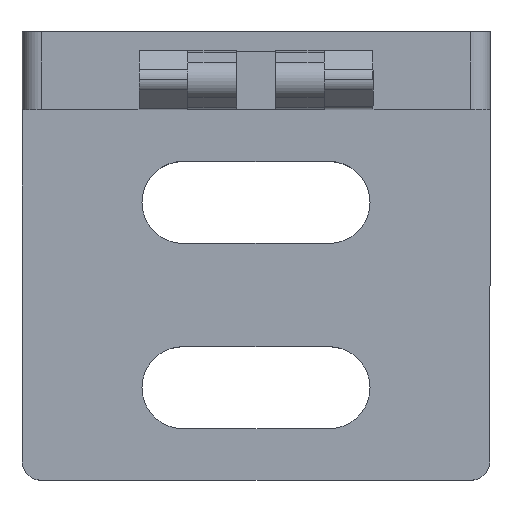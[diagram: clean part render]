
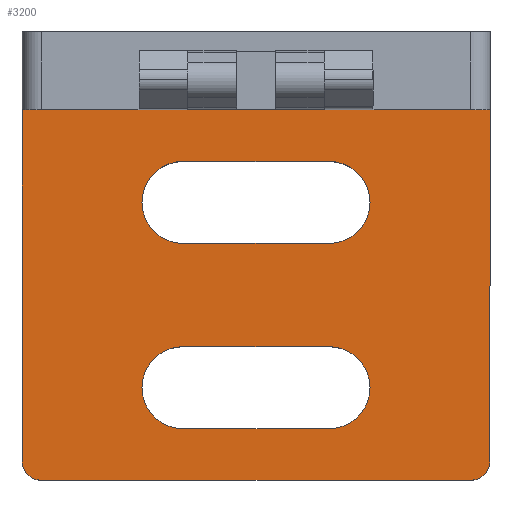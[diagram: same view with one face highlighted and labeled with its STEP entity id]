
A CAD part, top view. The second image highlights one B-rep face of the part: STEP entity #3200.
In plain terms, the highlighted face is planar.
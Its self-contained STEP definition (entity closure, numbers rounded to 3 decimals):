
#60=CARTESIAN_POINT('',(0.,26.,12.));
#70=DIRECTION('',(1.,0.,0.));
#80=VECTOR('',#70,1.);
#90=LINE('',#60,#80);
#100=CARTESIAN_POINT('',(1.,26.,12.));
#110=VERTEX_POINT('',#100);
#120=CARTESIAN_POINT('',(19.,26.,12.));
#130=VERTEX_POINT('',#120);
#140=EDGE_CURVE('',#110,#130,#90,.T.);
#680=CARTESIAN_POINT('',(0.,26.,11.));
#690=VERTEX_POINT('',#680);
#800=CARTESIAN_POINT('',(1.,26.,11.));
#810=DIRECTION('',(0.,-1.,0.));
#820=DIRECTION('',(-1.,0.,0.));
#830=AXIS2_PLACEMENT_3D('',#800,#810,#820);
#840=CIRCLE('',#830,1.);
#850=EDGE_CURVE('',#110,#690,#840,.T.);
#1950=CARTESIAN_POINT('',(0.,26.,-11.));
#1960=VERTEX_POINT('',#1950);
#2060=CARTESIAN_POINT('',(0.,26.,0.));
#2070=DIRECTION('',(0.,0.,1.));
#2080=VECTOR('',#2070,1.);
#2090=LINE('',#2060,#2080);
#2100=EDGE_CURVE('',#1960,#690,#2090,.T.);
#2150=CARTESIAN_POINT('',(0.,26.,0.));
#2160=DIRECTION('',(0.,-1.,0.));
#2170=DIRECTION('',(-1.,0.,0.));
#2180=AXIS2_PLACEMENT_3D('',#2150,#2160,#2170);
#2190=PLANE('',#2180);
#2200=CARTESIAN_POINT('',(14.25,26.,-3.75));
#2210=DIRECTION('',(0.,-1.,0.));
#2220=DIRECTION('',(1.,0.,0.));
#2230=AXIS2_PLACEMENT_3D('',#2200,#2210,#2220);
#2240=CIRCLE('',#2230,2.1);
#2250=CARTESIAN_POINT('',(12.15,26.,-3.75));
#2260=VERTEX_POINT('',#2250);
#2270=CARTESIAN_POINT('',(16.35,26.,-3.75));
#2280=VERTEX_POINT('',#2270);
#2290=EDGE_CURVE('',#2260,#2280,#2240,.T.);
#2300=ORIENTED_EDGE('',*,*,#2290,.F.);
#2310=CARTESIAN_POINT('',(16.35,26.,0.));
#2320=DIRECTION('',(0.,0.,1.));
#2330=VECTOR('',#2320,1.);
#2340=LINE('',#2310,#2330);
#2350=CARTESIAN_POINT('',(16.35,26.,3.75));
#2360=VERTEX_POINT('',#2350);
#2370=EDGE_CURVE('',#2280,#2360,#2340,.T.);
#2380=ORIENTED_EDGE('',*,*,#2370,.F.);
#2390=CARTESIAN_POINT('',(14.25,26.,3.75));
#2400=DIRECTION('',(0.,-1.,0.));
#2410=DIRECTION('',(1.,0.,0.));
#2420=AXIS2_PLACEMENT_3D('',#2390,#2400,#2410);
#2430=CIRCLE('',#2420,2.1);
#2440=CARTESIAN_POINT('',(12.15,26.,3.75));
#2450=VERTEX_POINT('',#2440);
#2460=EDGE_CURVE('',#2360,#2450,#2430,.T.);
#2470=ORIENTED_EDGE('',*,*,#2460,.F.);
#2480=CARTESIAN_POINT('',(12.15,26.,0.));
#2490=DIRECTION('',(0.,0.,-1.));
#2500=VECTOR('',#2490,1.);
#2510=LINE('',#2480,#2500);
#2520=EDGE_CURVE('',#2450,#2260,#2510,.T.);
#2530=ORIENTED_EDGE('',*,*,#2520,.F.);
#2540=EDGE_LOOP('',(#2530,#2470,#2380,#2300));
#2550=FACE_BOUND('',#2540,.T.);
#2560=CARTESIAN_POINT('',(2.65,26.,0.));
#2570=DIRECTION('',(0.,0.,-1.));
#2580=VECTOR('',#2570,1.);
#2590=LINE('',#2560,#2580);
#2600=CARTESIAN_POINT('',(2.65,26.,3.75));
#2610=VERTEX_POINT('',#2600);
#2620=CARTESIAN_POINT('',(2.65,26.,-3.75));
#2630=VERTEX_POINT('',#2620);
#2640=EDGE_CURVE('',#2610,#2630,#2590,.T.);
#2650=ORIENTED_EDGE('',*,*,#2640,.F.);
#2660=CARTESIAN_POINT('',(4.75,26.,-3.75));
#2670=DIRECTION('',(0.,-1.,0.));
#2680=DIRECTION('',(1.,0.,0.));
#2690=AXIS2_PLACEMENT_3D('',#2660,#2670,#2680);
#2700=CIRCLE('',#2690,2.1);
#2710=CARTESIAN_POINT('',(6.85,26.,-3.75));
#2720=VERTEX_POINT('',#2710);
#2730=EDGE_CURVE('',#2630,#2720,#2700,.T.);
#2740=ORIENTED_EDGE('',*,*,#2730,.F.);
#2750=CARTESIAN_POINT('',(6.85,26.,0.));
#2760=DIRECTION('',(0.,0.,1.));
#2770=VECTOR('',#2760,1.);
#2780=LINE('',#2750,#2770);
#2790=CARTESIAN_POINT('',(6.85,26.,3.75));
#2800=VERTEX_POINT('',#2790);
#2810=EDGE_CURVE('',#2720,#2800,#2780,.T.);
#2820=ORIENTED_EDGE('',*,*,#2810,.F.);
#2830=CARTESIAN_POINT('',(4.75,26.,3.75));
#2840=DIRECTION('',(0.,-1.,0.));
#2850=DIRECTION('',(1.,0.,0.));
#2860=AXIS2_PLACEMENT_3D('',#2830,#2840,#2850);
#2870=CIRCLE('',#2860,2.1);
#2880=EDGE_CURVE('',#2800,#2610,#2870,.T.);
#2890=ORIENTED_EDGE('',*,*,#2880,.F.);
#2900=EDGE_LOOP('',(#2890,#2820,#2740,#2650));
#2910=FACE_BOUND('',#2900,.T.);
#2920=CARTESIAN_POINT('',(0.,26.,-12.));
#2930=DIRECTION('',(1.,0.,0.));
#2940=VECTOR('',#2930,1.);
#2950=LINE('',#2920,#2940);
#2960=CARTESIAN_POINT('',(1.,26.,-12.));
#2970=VERTEX_POINT('',#2960);
#2980=CARTESIAN_POINT('',(19.,26.,-12.));
#2990=VERTEX_POINT('',#2980);
#3000=EDGE_CURVE('',#2970,#2990,#2950,.T.);
#3010=ORIENTED_EDGE('',*,*,#3000,.T.);
#3020=CARTESIAN_POINT('',(1.,26.,-11.));
#3030=DIRECTION('',(0.,-1.,0.));
#3040=DIRECTION('',(-1.,0.,0.));
#3050=AXIS2_PLACEMENT_3D('',#3020,#3030,#3040);
#3060=CIRCLE('',#3050,1.);
#3070=EDGE_CURVE('',#1960,#2970,#3060,.T.);
#3080=ORIENTED_EDGE('',*,*,#3070,.T.);
#3090=ORIENTED_EDGE('',*,*,#2100,.F.);
#3100=ORIENTED_EDGE('',*,*,#850,.T.);
#3110=ORIENTED_EDGE('',*,*,#140,.F.);
#3120=CARTESIAN_POINT('',(19.,26.,0.));
#3130=DIRECTION('',(0.,0.,1.));
#3140=VECTOR('',#3130,1.);
#3150=LINE('',#3120,#3140);
#3160=EDGE_CURVE('',#2990,#130,#3150,.T.);
#3170=ORIENTED_EDGE('',*,*,#3160,.T.);
#3180=EDGE_LOOP('',(#3170,#3110,#3100,#3090,#3080,#3010));
#3190=FACE_OUTER_BOUND('',#3180,.T.);
#3200=ADVANCED_FACE('',(#2550,#2910,#3190),#2190,.T.);
